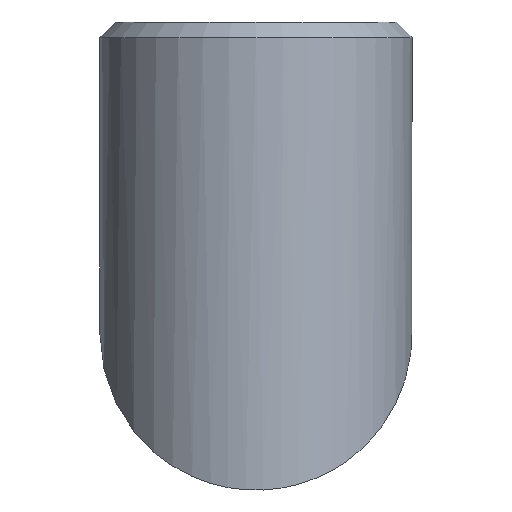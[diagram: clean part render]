
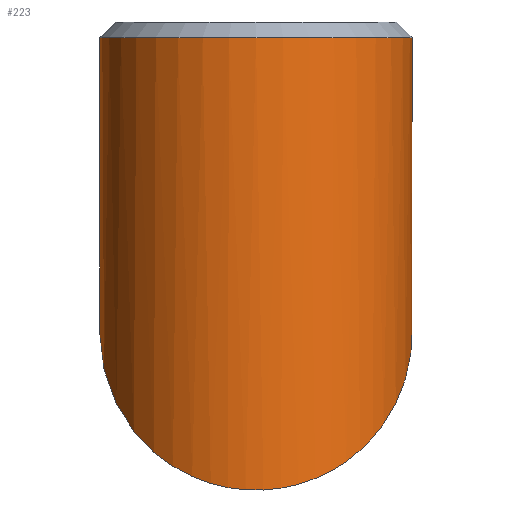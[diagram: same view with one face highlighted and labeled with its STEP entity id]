
A CAD part, front view. The second image highlights one B-rep face of the part: STEP entity #223.
In plain terms, the highlighted cylindrical face has radius 10 mm (diameter 20 mm), a full revolution.
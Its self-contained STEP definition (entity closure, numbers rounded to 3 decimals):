
#29=ELLIPSE('',#254,14.142,10.);
#31=CYLINDRICAL_SURFACE('',#253,10.);
#35=FACE_OUTER_BOUND('',#49,.T.);
#49=EDGE_LOOP('',(#167,#168,#169,#170));
#67=LINE('',#346,#89);
#89=VECTOR('',#282,10.);
#111=CIRCLE('',#252,10.);
#116=VERTEX_POINT('',#341);
#117=VERTEX_POINT('',#345);
#136=EDGE_CURVE('',#116,#116,#111,.T.);
#137=EDGE_CURVE('',#116,#117,#67,.T.);
#138=EDGE_CURVE('',#117,#117,#29,.T.);
#167=ORIENTED_EDGE('',*,*,#136,.F.);
#168=ORIENTED_EDGE('',*,*,#137,.T.);
#169=ORIENTED_EDGE('',*,*,#138,.T.);
#170=ORIENTED_EDGE('',*,*,#137,.F.);
#223=ADVANCED_FACE('',(#35),#31,.T.);
#252=AXIS2_PLACEMENT_3D('',#343,#278,#279);
#253=AXIS2_PLACEMENT_3D('',#344,#280,#281);
#254=AXIS2_PLACEMENT_3D('',#347,#283,#284);
#278=DIRECTION('center_axis',(0.,0.,1.));
#279=DIRECTION('ref_axis',(1.,0.,0.));
#280=DIRECTION('center_axis',(0.,0.,1.));
#281=DIRECTION('ref_axis',(1.,0.,0.));
#282=DIRECTION('',(0.,0.,-1.));
#283=DIRECTION('center_axis',(0.,-0.707,0.707));
#284=DIRECTION('ref_axis',(0.,0.707,0.707));
#341=CARTESIAN_POINT('',(-10.,0.,29.));
#343=CARTESIAN_POINT('Origin',(0.,0.,29.));
#344=CARTESIAN_POINT('Origin',(0.,0.,0.));
#345=CARTESIAN_POINT('',(-10.,0.,10.));
#346=CARTESIAN_POINT('',(-10.,0.,0.));
#347=CARTESIAN_POINT('Origin',(0.,0.,10.));
